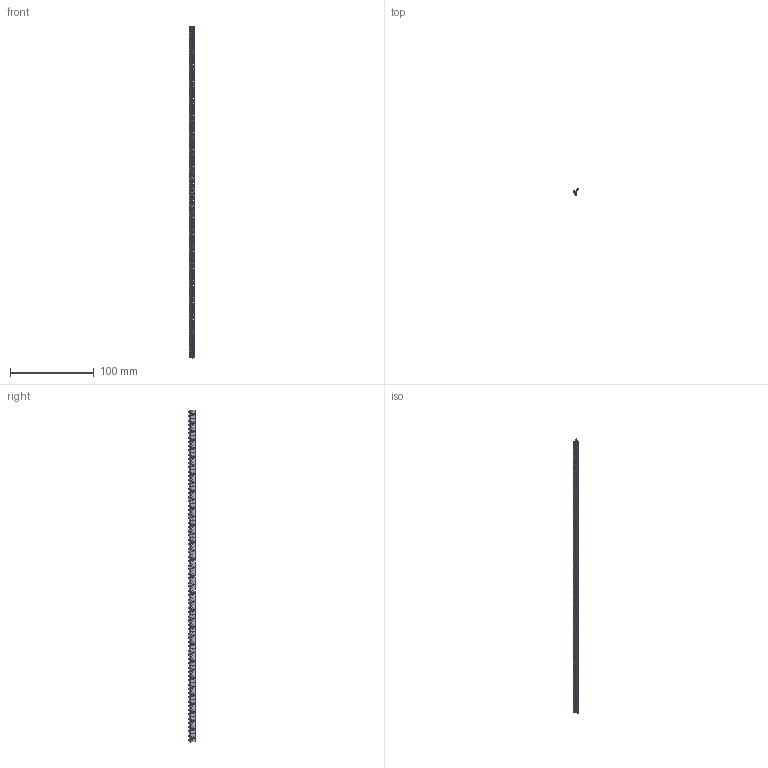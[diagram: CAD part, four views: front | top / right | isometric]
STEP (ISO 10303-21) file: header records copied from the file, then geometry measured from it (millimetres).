
FILE_DESCRIPTION(/* description */ (''),/* implementation_level */ '2;1');
FILE_NAME(/* name */ '86001084_EMV Feder AP M 84TE.stp',/* time_stamp */ '2014-08-29T12:49:05+02:00',/* author */ ('kotzmaier'),/* organization */ ('Fa. Bopla'),/* preprocessor_version */ 'ST-DEVELOPER v15.2',/* originating_system */ 'Autodesk Inventor 2014',/* authorisation */ '');
FILE_SCHEMA (('AUTOMOTIVE_DESIGN { 1 0 10303 214 3 1 1 }'));
Products named in the file (1): EMV_FEDER_AP_M_84TE_3DSYM PART1
Bounding box: 6.93 x 7.55 x 396.24 mm (x, y, z)
Volume: 538.3 mm3; surface area: 11179.2 mm2
Topology: 1 solids, 1 shells, 6489 faces, 15639 edges, 8996 vertices
Faces by surface type: plane 4591, cylinder 1898
Full cylindrical faces by diameter (mm): 1.5 x39
Entity records: 184060 total; most frequent: DIRECTION 32337, CARTESIAN_POINT 32061, ORIENTED_EDGE 31278, EDGE_CURVE 15639, LINE 11609, VECTOR 11609, AXIS2_PLACEMENT_3D 10364, VERTEX_POINT 8996
